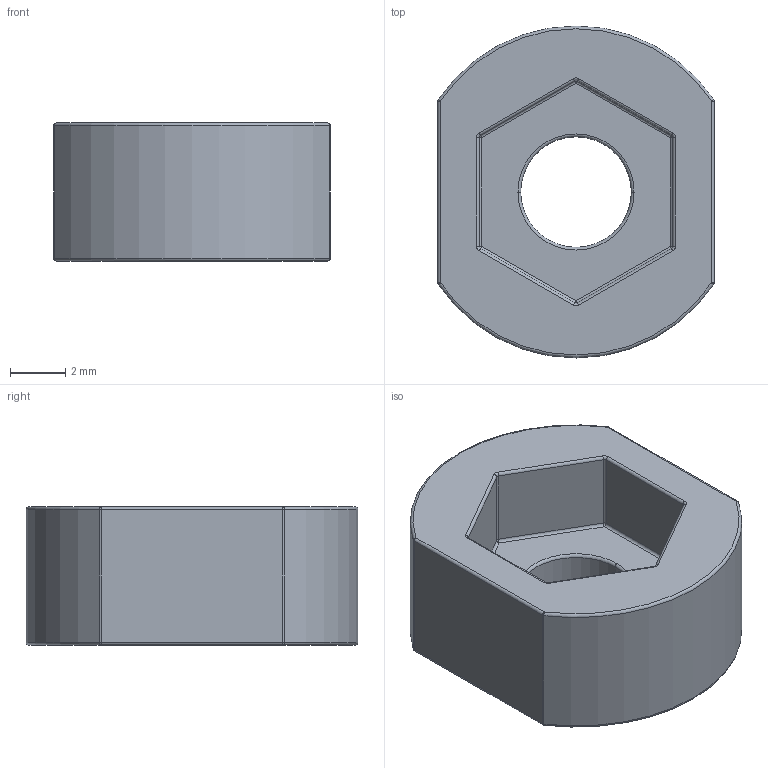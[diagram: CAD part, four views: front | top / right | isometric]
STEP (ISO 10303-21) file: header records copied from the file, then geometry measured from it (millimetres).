
FILE_DESCRIPTION (( 'STEP AP203' ), '1' );
FILE_NAME ('Moby-Bague levier-3_Défaut_sldprt.STEP', '2019-11-01T12:17:11', ( '' ), ( '' ), 'SwSTEP 2.0', 'SolidWorks 2017', '' );
FILE_SCHEMA (( 'CONFIG_CONTROL_DESIGN' ));
Length unit declared in the file: millimetre
Products named in the file (1): Moby-Bague levier-3_Défaut_sldprt
Bounding box: 10 x 12 x 5 mm (x, y, z)
Volume: 367.8 mm3; surface area: 458.9 mm2
Topology: 1 solids, 1 shells, 69 faces, 144 edges, 76 vertices
Faces by surface type: cylinder 30, torus 14, sphere 14, plane 11
Entity records: 1857 total; most frequent: DIRECTION 366, CARTESIAN_POINT 284, ORIENTED_EDGE 280, AXIS2_PLACEMENT_3D 156, EDGE_CURVE 140, CIRCLE 86, VERTEX_POINT 74, EDGE_LOOP 72
